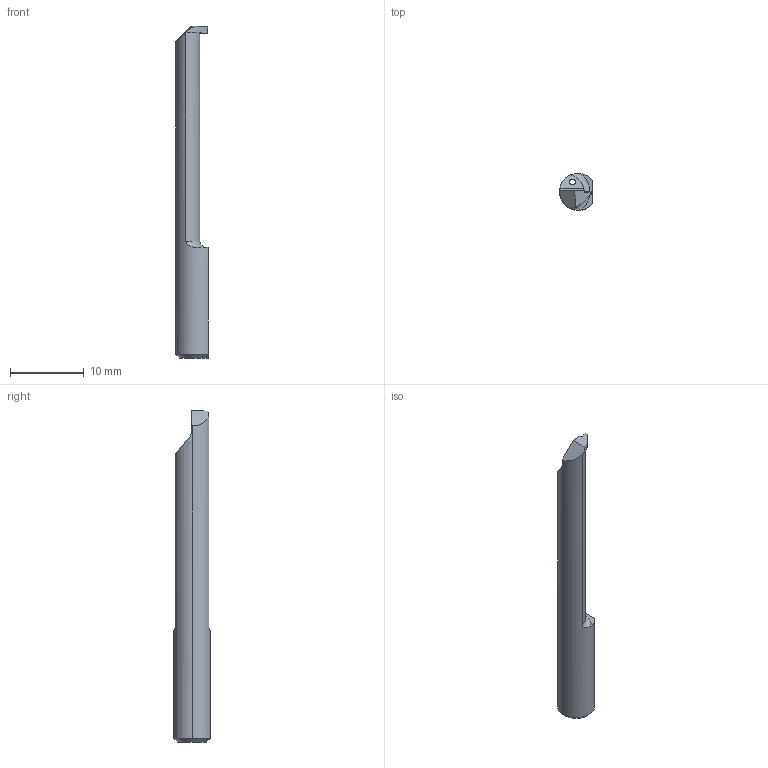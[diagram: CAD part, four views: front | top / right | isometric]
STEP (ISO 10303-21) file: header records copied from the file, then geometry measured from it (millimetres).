
FILE_DESCRIPTION (( 'STEP AP203' ), '1' );
FILE_NAME ('RP05M0100-30.step', '2024-08-28T11:57:42', ( '' ), ( '' ), 'SwSTEP 2.0', 'SolidWorks 2022', '' );
FILE_SCHEMA (( 'CONFIG_CONTROL_DESIGN' ));
Length unit declared in the file: millimetre
Products named in the file (1): RP05M0100-30
Bounding box: 4.45 x 5 x 45 mm (x, y, z)
Volume: 558.6 mm3; surface area: 705.3 mm2
Topology: 1 solids, 1 shells, 25 faces, 69 edges, 46 vertices
Faces by surface type: plane 12, cylinder 10, torus 2, cone 1
Entity records: 904 total; most frequent: CARTESIAN_POINT 232, ORIENTED_EDGE 138, DIRECTION 110, EDGE_CURVE 69, VERTEX_POINT 46, AXIS2_PLACEMENT_3D 38, VECTOR 34, LINE 34
